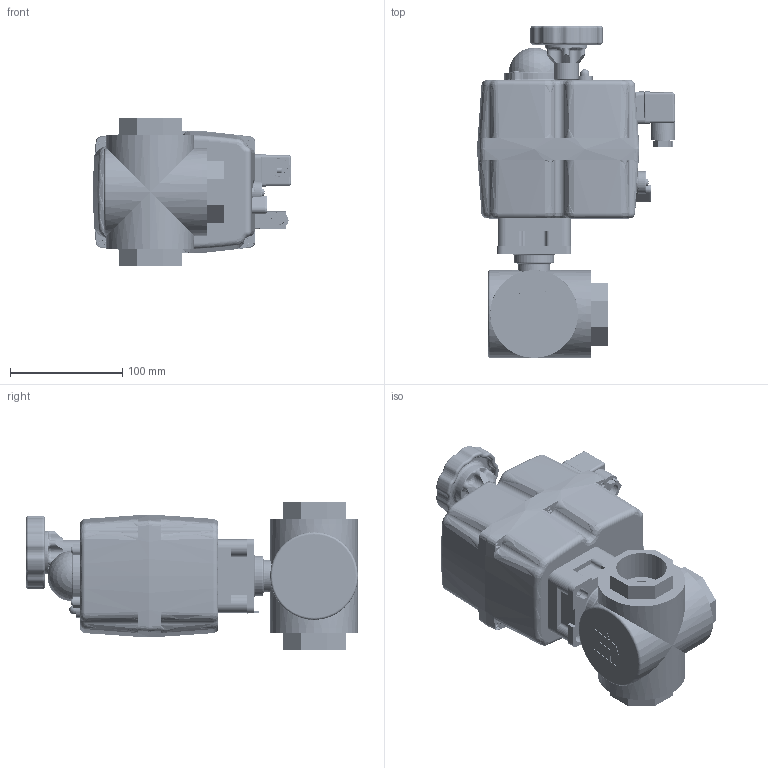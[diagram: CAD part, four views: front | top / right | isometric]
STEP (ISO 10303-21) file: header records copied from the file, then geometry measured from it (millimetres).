
FILE_DESCRIPTION (( 'STEP AP214' ), '1' );
FILE_NAME ('EK09_DN40.STEP', '2021-06-30T15:03:56', ( '' ), ( '' ), 'SwSTEP 2.0', 'SolidWorks 2021', '' );
FILE_SCHEMA (( 'AUTOMOTIVE_DESIGN' ));
Length unit declared in the file: millimetre
Products named in the file (3): EK09_DN40; EK09_DN40 Kugelhahn_ohne Hebel (GK09); AN01_S55.stp
Assembly tree (2 placements, depth 2):
  EK09_DN40
    EK09_DN40 Kugelhahn_ohne Hebel (GK09)
    AN01_S55.stp
Bounding box: 176.14 x 295 x 131 mm (x, y, z)
Volume: 1125624.5 mm3; surface area: 366741.2 mm2
Topology: 58 solids, 58 shells, 4744 faces, 11576 edges, 7007 vertices
Faces by surface type: cylinder 1547, plane 1139, cone 1079, torus 565, bspline 292, sphere 122
Entity records: 175606 total; most frequent: CARTESIAN_POINT 62460, DIRECTION 25115, ORIENTED_EDGE 22912, EDGE_CURVE 11456, AXIS2_PLACEMENT_3D 10156, VERTEX_POINT 7001, CIRCLE 5699, EDGE_LOOP 5083
